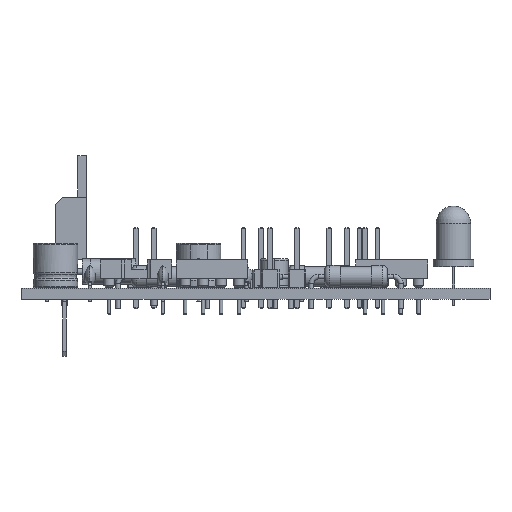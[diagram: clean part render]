
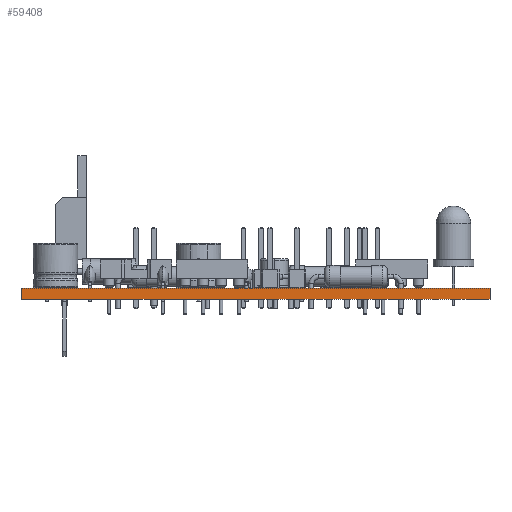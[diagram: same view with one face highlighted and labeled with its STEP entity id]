
A CAD part, front view. The second image highlights one B-rep face of the part: STEP entity #59408.
In plain terms, the highlighted planar face has unit normal (0, -1, 0).
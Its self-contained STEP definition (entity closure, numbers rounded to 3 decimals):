
#49892 = PLANE('',#49893);
#49893 = AXIS2_PLACEMENT_3D('',#49894,#49895,#49896);
#49894 = CARTESIAN_POINT('',(93.292,-95.065,1.6));
#49895 = DIRECTION('',(0.,0.,-1.));
#49896 = DIRECTION('',(-1.,0.,0.));
#49951 = PLANE('',#49952);
#49952 = AXIS2_PLACEMENT_3D('',#49953,#49954,#49955);
#49953 = CARTESIAN_POINT('',(93.292,-95.065,0.));
#49954 = DIRECTION('',(0.,0.,-1.));
#49955 = DIRECTION('',(-1.,0.,0.));
#50410 = VERTEX_POINT('',#50411);
#50411 = CARTESIAN_POINT('',(126.47,-140.49,0.));
#50425 = PLANE('',#50426);
#50426 = AXIS2_PLACEMENT_3D('',#50427,#50428,#50429);
#50427 = CARTESIAN_POINT('',(126.47,-137.94,0.));
#50428 = DIRECTION('',(1.,0.,0.));
#50429 = DIRECTION('',(0.,-1.,0.));
#50437 = EDGE_CURVE('',#50410,#50438,#50440,.T.);
#50438 = VERTEX_POINT('',#50439);
#50439 = CARTESIAN_POINT('',(60.02,-140.49,0.));
#50440 = SURFACE_CURVE('',#50441,(#50445,#50452),.PCURVE_S1.);
#50441 = LINE('',#50442,#50443);
#50442 = CARTESIAN_POINT('',(126.47,-140.49,0.));
#50443 = VECTOR('',#50444,1.);
#50444 = DIRECTION('',(-1.,0.,0.));
#50445 = PCURVE('',#49951,#50446);
#50446 = DEFINITIONAL_REPRESENTATION('',(#50447),#50451);
#50447 = LINE('',#50448,#50449);
#50448 = CARTESIAN_POINT('',(-33.178,-45.425));
#50449 = VECTOR('',#50450,1.);
#50450 = DIRECTION('',(1.,0.));
#50451 = ( GEOMETRIC_REPRESENTATION_CONTEXT(2) 
PARAMETRIC_REPRESENTATION_CONTEXT() REPRESENTATION_CONTEXT('2D SPACE',''
  ) );
#50452 = PCURVE('',#50453,#50458);
#50453 = PLANE('',#50454);
#50454 = AXIS2_PLACEMENT_3D('',#50455,#50456,#50457);
#50455 = CARTESIAN_POINT('',(126.47,-140.49,0.));
#50456 = DIRECTION('',(0.,-1.,0.));
#50457 = DIRECTION('',(-1.,0.,0.));
#50458 = DEFINITIONAL_REPRESENTATION('',(#50459),#50463);
#50459 = LINE('',#50460,#50461);
#50460 = CARTESIAN_POINT('',(0.,0.));
#50461 = VECTOR('',#50462,1.);
#50462 = DIRECTION('',(1.,0.));
#50463 = ( GEOMETRIC_REPRESENTATION_CONTEXT(2) 
PARAMETRIC_REPRESENTATION_CONTEXT() REPRESENTATION_CONTEXT('2D SPACE',''
  ) );
#50481 = PLANE('',#50482);
#50482 = AXIS2_PLACEMENT_3D('',#50483,#50484,#50485);
#50483 = CARTESIAN_POINT('',(60.02,-140.49,0.));
#50484 = DIRECTION('',(-1.,0.,0.));
#50485 = DIRECTION('',(0.,1.,0.));
#55225 = VERTEX_POINT('',#55226);
#55226 = CARTESIAN_POINT('',(126.47,-140.49,1.6));
#55247 = EDGE_CURVE('',#55225,#55248,#55250,.T.);
#55248 = VERTEX_POINT('',#55249);
#55249 = CARTESIAN_POINT('',(60.02,-140.49,1.6));
#55250 = SURFACE_CURVE('',#55251,(#55255,#55262),.PCURVE_S1.);
#55251 = LINE('',#55252,#55253);
#55252 = CARTESIAN_POINT('',(126.47,-140.49,1.6));
#55253 = VECTOR('',#55254,1.);
#55254 = DIRECTION('',(-1.,0.,0.));
#55255 = PCURVE('',#49892,#55256);
#55256 = DEFINITIONAL_REPRESENTATION('',(#55257),#55261);
#55257 = LINE('',#55258,#55259);
#55258 = CARTESIAN_POINT('',(-33.178,-45.425));
#55259 = VECTOR('',#55260,1.);
#55260 = DIRECTION('',(1.,0.));
#55261 = ( GEOMETRIC_REPRESENTATION_CONTEXT(2) 
PARAMETRIC_REPRESENTATION_CONTEXT() REPRESENTATION_CONTEXT('2D SPACE',''
  ) );
#55262 = PCURVE('',#50453,#55263);
#55263 = DEFINITIONAL_REPRESENTATION('',(#55264),#55268);
#55264 = LINE('',#55265,#55266);
#55265 = CARTESIAN_POINT('',(0.,-1.6));
#55266 = VECTOR('',#55267,1.);
#55267 = DIRECTION('',(1.,0.));
#55268 = ( GEOMETRIC_REPRESENTATION_CONTEXT(2) 
PARAMETRIC_REPRESENTATION_CONTEXT() REPRESENTATION_CONTEXT('2D SPACE',''
  ) );
#59358 = EDGE_CURVE('',#50438,#55248,#59359,.T.);
#59359 = SURFACE_CURVE('',#59360,(#59364,#59371),.PCURVE_S1.);
#59360 = LINE('',#59361,#59362);
#59361 = CARTESIAN_POINT('',(60.02,-140.49,0.));
#59362 = VECTOR('',#59363,1.);
#59363 = DIRECTION('',(0.,0.,1.));
#59364 = PCURVE('',#50481,#59365);
#59365 = DEFINITIONAL_REPRESENTATION('',(#59366),#59370);
#59366 = LINE('',#59367,#59368);
#59367 = CARTESIAN_POINT('',(0.,0.));
#59368 = VECTOR('',#59369,1.);
#59369 = DIRECTION('',(0.,-1.));
#59370 = ( GEOMETRIC_REPRESENTATION_CONTEXT(2) 
PARAMETRIC_REPRESENTATION_CONTEXT() REPRESENTATION_CONTEXT('2D SPACE',''
  ) );
#59371 = PCURVE('',#50453,#59372);
#59372 = DEFINITIONAL_REPRESENTATION('',(#59373),#59377);
#59373 = LINE('',#59374,#59375);
#59374 = CARTESIAN_POINT('',(66.45,0.));
#59375 = VECTOR('',#59376,1.);
#59376 = DIRECTION('',(0.,-1.));
#59377 = ( GEOMETRIC_REPRESENTATION_CONTEXT(2) 
PARAMETRIC_REPRESENTATION_CONTEXT() REPRESENTATION_CONTEXT('2D SPACE',''
  ) );
#59408 = ADVANCED_FACE('',(#59409),#50453,.T.);
#59409 = FACE_BOUND('',#59410,.T.);
#59410 = EDGE_LOOP('',(#59411,#59432,#59433,#59434));
#59411 = ORIENTED_EDGE('',*,*,#59412,.T.);
#59412 = EDGE_CURVE('',#50410,#55225,#59413,.T.);
#59413 = SURFACE_CURVE('',#59414,(#59418,#59425),.PCURVE_S1.);
#59414 = LINE('',#59415,#59416);
#59415 = CARTESIAN_POINT('',(126.47,-140.49,0.));
#59416 = VECTOR('',#59417,1.);
#59417 = DIRECTION('',(0.,0.,1.));
#59418 = PCURVE('',#50453,#59419);
#59419 = DEFINITIONAL_REPRESENTATION('',(#59420),#59424);
#59420 = LINE('',#59421,#59422);
#59421 = CARTESIAN_POINT('',(0.,0.));
#59422 = VECTOR('',#59423,1.);
#59423 = DIRECTION('',(0.,-1.));
#59424 = ( GEOMETRIC_REPRESENTATION_CONTEXT(2) 
PARAMETRIC_REPRESENTATION_CONTEXT() REPRESENTATION_CONTEXT('2D SPACE',''
  ) );
#59425 = PCURVE('',#50425,#59426);
#59426 = DEFINITIONAL_REPRESENTATION('',(#59427),#59431);
#59427 = LINE('',#59428,#59429);
#59428 = CARTESIAN_POINT('',(2.55,0.));
#59429 = VECTOR('',#59430,1.);
#59430 = DIRECTION('',(0.,-1.));
#59431 = ( GEOMETRIC_REPRESENTATION_CONTEXT(2) 
PARAMETRIC_REPRESENTATION_CONTEXT() REPRESENTATION_CONTEXT('2D SPACE',''
  ) );
#59432 = ORIENTED_EDGE('',*,*,#55247,.T.);
#59433 = ORIENTED_EDGE('',*,*,#59358,.F.);
#59434 = ORIENTED_EDGE('',*,*,#50437,.F.);
